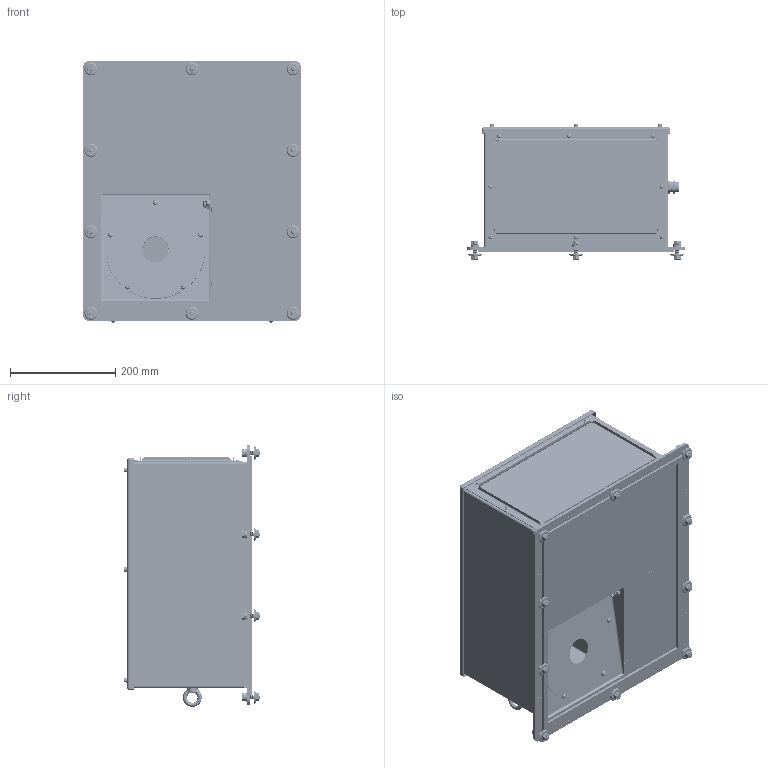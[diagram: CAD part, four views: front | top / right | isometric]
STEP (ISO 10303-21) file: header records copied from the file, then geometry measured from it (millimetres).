
FILE_DESCRIPTION((''),'2;1');
FILE_NAME('6100_EPV_ASM','2022-07-07T06:59:08',('dfuhrer'),(''),'CREO PARAMETRIC BY PTC INC, 2019292','CREO PARAMETRIC BY PTC INC, 2019292','');
FILE_SCHEMA(('CONFIG_CONTROL_DESIGN','SHAPE_APPEARANCE_LAYERS_GROUPS'));
Products named in the file (52): 104-5356_02; 104-5356_06; 104-5356_03; 104-5356_05; 104-5356_04; 104-5356_GLUE-BEAD; BS-M5-2; PEM_BS-M4-2; FHS-M3-8; FHS-M8-12; FLAT_SKETCH; 104-5356_ASM; M16_CABLE_GLAND_; O-RING_11_16-9_16; LOCKING_NUT_M16X1_5; 104-5357; 104-5399_AF0; 104-5399_AF1; 104-5400_AF0; 104-5400_AF1; 104-5402_AF0; 104-5401_AF0; 104-5484_AF0; 104-5484_AF1; 104-5485_AF0; 104-5486_AF0; 104-5359; 104-5359_02; 104-5359_ASM; 104-5367; 104-5368; M4X8_BHCS; 104-5361; 104-5369_AF6; WASH_M5_FLAT; M5X12_BHCS; BULKHEAD_1-4_MC2974K831_1; 94733A725_SANTOPRENE_SEALING_WA; BULKHEAD_1-4_MC2974K831_2; BULKHEAD_1-4_MC2974K831_ASM ...
Assembly tree (120 placements, depth 3):
  6100_EPV_ASM
    104-5356_ASM
      104-5356_02
      104-5356_06
      104-5356_03
      104-5356_05
      104-5356_04
      104-5356_GLUE-BEAD
      BS-M5-2  x9
      PEM_BS-M4-2  x8
      FHS-M3-8  x4
      FHS-M8-12  x2
      FLAT_SKETCH
    M16_CABLE_GLAND_
    O-RING_11_16-9_16
    LOCKING_NUT_M16X1_5
    104-5357
    104-5399_AF0
    104-5399_AF1
    104-5400_AF0
    104-5400_AF1
    104-5402_AF0
    104-5401_AF0
    104-5484_AF0
    104-5484_AF1
    104-5485_AF0
    104-5486_AF0
    104-5359_ASM
      104-5359
      104-5359_02
    104-5367  x2
    104-5368  x2
    M4X8_BHCS  x8
    104-5361
    104-5369_AF6
    WASH_M5_FLAT  x5
    M5X12_BHCS  x5
    BULKHEAD_1-4_MC2974K831_ASM
      BULKHEAD_1-4_MC2974K831_1
      94733A725_SANTOPRENE_SEALING_WA
      BULKHEAD_1-4_MC2974K831_2
    NUT-M3-KEPS  x4
    ASM_1834-13-SSS_  x9
    ASM_M5_THREADED-WASHER  x9
    EYE-NUT_M8_MC-3155T110  x2
    90923A222_TYPE_18-8_SS_HEX_NUT_  x5
    EPV_MNT_HRDWR_ASM  x10
      93635A326_316_STAINLESS_STEEL_H
      92153A429_316_STAINLESS_STEEL_S
      90965A190_316_STAINLESS_STEEL_W
      94150A355_316_STAINLESS_STEEL_H
      75312_STP
Bounding box: 415 x 259.48 x 498.5 mm (x, y, z)
Volume: 2222731.7 mm3; surface area: 2258775.5 mm2
Topology: 157 solids, 168 shells, 7758 faces, 20030 edges, 12897 vertices
Faces by surface type: plane 3170, cylinder 2720, cone 1241, bspline 405, torus 170, sphere 52
Entity records: 126603 total; most frequent: CARTESIAN_POINT 65866, ORIENTED_EDGE 10708, DIRECTION 10246, EDGE_CURVE 5360, AXIS2_PLACEMENT_3D 3673, VERTEX_POINT 3453, VECTOR 2900, LINE 2900
